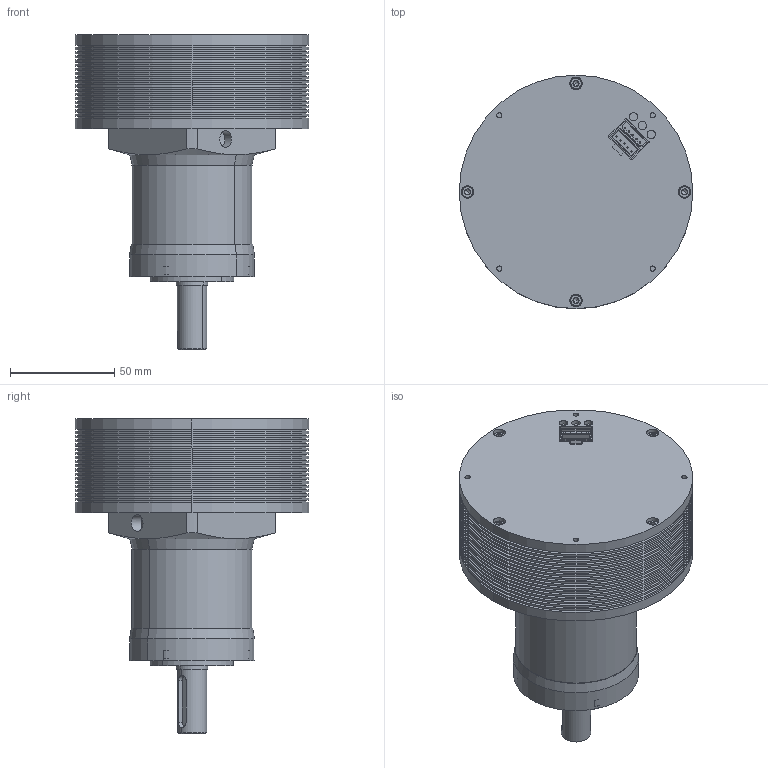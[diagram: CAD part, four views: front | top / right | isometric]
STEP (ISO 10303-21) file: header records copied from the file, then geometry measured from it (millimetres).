
FILE_DESCRIPTION (( 'STEP AP214' ), '1' );
FILE_NAME ('BA112PA60E(2ST).STEP', '2023-07-26T02:01:58', ( '821079794744' ), ( '' ), 'SwSTEP 2.0', 'SolidWorks 2018', '' );
FILE_SCHEMA (( 'AUTOMOTIVE_DESIGN' ));
Length unit declared in the file: millimetre
Products named in the file (1): BA112PA60E(2ST)
Bounding box: 112 x 112 x 151.3 mm (x, y, z)
Volume: 634621.6 mm3; surface area: 83382.4 mm2
Topology: 7 solids, 24 shells, 733 faces, 1636 edges, 1026 vertices
Faces by surface type: plane 339, cylinder 286, cone 72, bspline 20, torus 16
Entity records: 28809 total; most frequent: CARTESIAN_POINT 4462, DIRECTION 3617, ORIENTED_EDGE 3220, EDGE_CURVE 1610, AXIS2_PLACEMENT_3D 1393, VERTEX_POINT 1026, EDGE_LOOP 856, VECTOR 831
